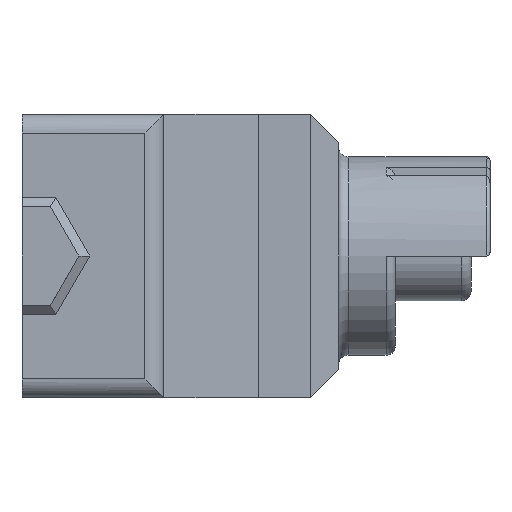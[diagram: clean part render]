
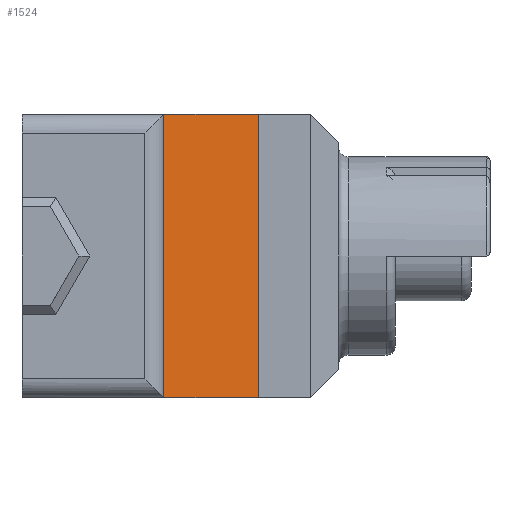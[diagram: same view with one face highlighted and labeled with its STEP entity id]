
A CAD part, front view. The second image highlights one B-rep face of the part: STEP entity #1524.
In plain terms, the highlighted planar face has unit normal (0.707, -0.707, 0).
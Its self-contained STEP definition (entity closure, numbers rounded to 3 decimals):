
#474=CARTESIAN_POINT('',(15.,-53.,15.));
#475=VERTEX_POINT('',#474);
#482=CARTESIAN_POINT('',(25.,-43.,15.));
#483=VERTEX_POINT('',#482);
#484=CARTESIAN_POINT('',(15.,-53.,15.));
#485=DIRECTION('',(0.707,0.707,0.));
#486=VECTOR('',#485,14.142);
#487=LINE('',#484,#486);
#488=EDGE_CURVE('NONE',#475,#483,#487,.T.);
#1028=CARTESIAN_POINT('',(25.,-43.,-15.));
#1029=VERTEX_POINT('',#1028);
#1043=CARTESIAN_POINT('',(25.,-43.,15.));
#1044=DIRECTION('',(0.,0.,-1.));
#1045=VECTOR('',#1044,30.);
#1046=LINE('',#1043,#1045);
#1047=EDGE_CURVE('NONE',#483,#1029,#1046,.T.);
#1240=CARTESIAN_POINT('',(15.,-53.,-15.));
#1241=VERTEX_POINT('',#1240);
#1242=CARTESIAN_POINT('',(25.,-43.,-15.));
#1243=DIRECTION('',(-0.707,-0.707,-0.));
#1244=VECTOR('',#1243,14.142);
#1245=LINE('',#1242,#1244);
#1246=EDGE_CURVE('NONE',#1029,#1241,#1245,.T.);
#1504=CARTESIAN_POINT('',(15.,-53.,-15.));
#1505=DIRECTION('',(-0.,-0.,1.));
#1506=VECTOR('',#1505,30.);
#1507=LINE('',#1504,#1506);
#1508=EDGE_CURVE('NONE',#1241,#475,#1507,.T.);
#1513=CARTESIAN_POINT('',(15.,-53.,15.));
#1514=DIRECTION('',(0.707,-0.707,0.));
#1515=DIRECTION('',(0.,0.,-1.));
#1516=AXIS2_PLACEMENT_3D('',#1513,#1514,#1515);
#1517=PLANE('',#1516);
#1518=ORIENTED_EDGE('',*,*,#1246,.F.);
#1519=ORIENTED_EDGE('',*,*,#1047,.F.);
#1520=ORIENTED_EDGE('',*,*,#488,.F.);
#1521=ORIENTED_EDGE('',*,*,#1508,.F.);
#1522=EDGE_LOOP('',(#1518,#1519,#1520,#1521));
#1523=FACE_BOUND('',#1522,.T.);
#1524=ADVANCED_FACE('NONE',(#1523),#1517,.T.);
